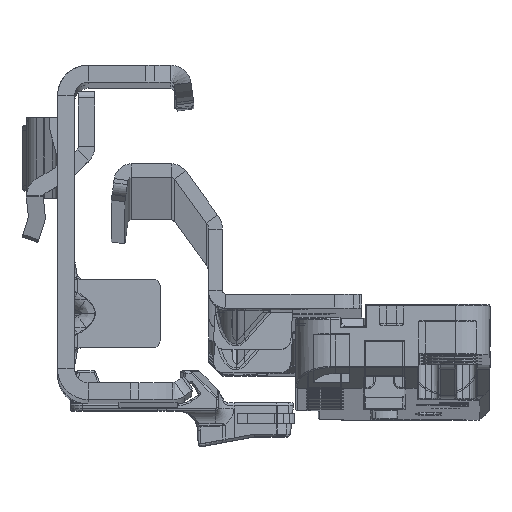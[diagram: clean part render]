
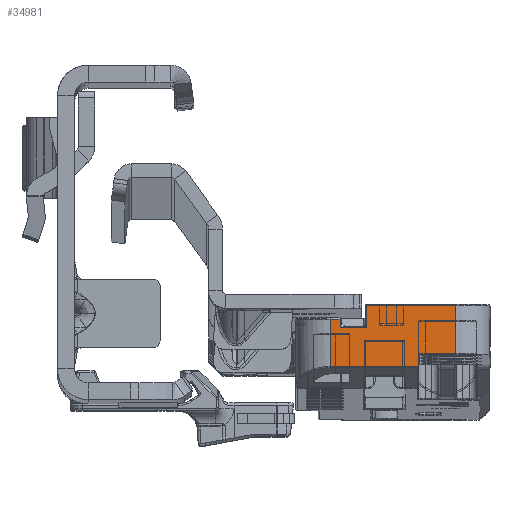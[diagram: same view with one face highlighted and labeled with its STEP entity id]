
A CAD part, top view. The second image highlights one B-rep face of the part: STEP entity #34981.
In plain terms, the highlighted face is planar.
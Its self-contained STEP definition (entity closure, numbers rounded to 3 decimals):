
#1096 = CARTESIAN_POINT ( 'NONE',  ( -13.7, -5., -284.5 ) ) ;
#1138 = LINE ( 'NONE', #21745, #107912 ) ;
#1958 = EDGE_CURVE ( 'NONE', #58744, #10689, #22818, .T. ) ;
#2453 = AXIS2_PLACEMENT_3D ( 'NONE', #58815, #9248, #116148 ) ;
#4421 = CARTESIAN_POINT ( 'NONE',  ( -13.7, 2.1, -284.5 ) ) ;
#5346 = ORIENTED_EDGE ( 'NONE', *, *, #14453, .T. ) ;
#5744 = DIRECTION ( 'NONE',  ( 0., 1., 0. ) ) ;
#6004 = ORIENTED_EDGE ( 'NONE', *, *, #80162, .T. ) ;
#7488 = CARTESIAN_POINT ( 'NONE',  ( -8.3, -5., -284.5 ) ) ;
#8124 = LINE ( 'NONE', #7488, #75059 ) ;
#8722 = VERTEX_POINT ( 'NONE', #4421 ) ;
#8791 = CARTESIAN_POINT ( 'NONE',  ( -8.3, -6.71, -284.5 ) ) ;
#9248 = DIRECTION ( 'NONE',  ( 0., 0., 1. ) ) ;
#10689 = VERTEX_POINT ( 'NONE', #122284 ) ;
#13815 = CARTESIAN_POINT ( 'NONE',  ( 3.15, -1.15, -284.5 ) ) ;
#14453 = EDGE_CURVE ( 'NONE', #92573, #27779, #107233, .T. ) ;
#15452 = ORIENTED_EDGE ( 'NONE', *, *, #118741, .T. ) ;
#16570 = CARTESIAN_POINT ( 'NONE',  ( -8.291, -6.749, -284.5 ) ) ;
#18168 = VERTEX_POINT ( 'NONE', #120867 ) ;
#19561 = CARTESIAN_POINT ( 'NONE',  ( -8.3, -6.785, -284.5 ) ) ;
#20061 = ORIENTED_EDGE ( 'NONE', *, *, #56839, .T. ) ;
#20417 = EDGE_CURVE ( 'NONE', #18168, #73037, #108270, .T. ) ;
#20556 = FACE_OUTER_BOUND ( 'NONE', #68751, .T. ) ;
#21187 = CARTESIAN_POINT ( 'NONE',  ( 19.8, 2.6, -284.5 ) ) ;
#21315 = VECTOR ( 'NONE', #38728, 1000. ) ;
#21745 = CARTESIAN_POINT ( 'NONE',  ( -13.7, 2., -284.5 ) ) ;
#22818 = LINE ( 'NONE', #42119, #32835 ) ;
#27779 = VERTEX_POINT ( 'NONE', #118120 ) ;
#29838 = LINE ( 'NONE', #19561, #97396 ) ;
#32835 = VECTOR ( 'NONE', #92305, 1000. ) ;
#34981 = ADVANCED_FACE ( 'NONE', ( #20556 ), #99710, .F. ) ;
#35441 = CARTESIAN_POINT ( 'NONE',  ( 4.6, 0.1, -284.5 ) ) ;
#38272 = ORIENTED_EDGE ( 'NONE', *, *, #127180, .T. ) ;
#38600 = DIRECTION ( 'NONE',  ( 0., 0., 1. ) ) ;
#38728 = DIRECTION ( 'NONE',  ( 0., -1., 0. ) ) ;
#40019 = EDGE_CURVE ( 'NONE', #119919, #8722, #1138, .T. ) ;
#40369 = EDGE_CURVE ( 'NONE', #119919, #48194, #8124, .T. ) ;
#41920 = CARTESIAN_POINT ( 'NONE',  ( 19.8, -1.15, -284.5 ) ) ;
#41984 = CARTESIAN_POINT ( 'NONE',  ( 4.6, -6.785, -284.5 ) ) ;
#42119 = CARTESIAN_POINT ( 'NONE',  ( -0.75, -0.9, -284.5 ) ) ;
#45489 = DIRECTION ( 'NONE',  ( 1., 0., 0. ) ) ;
#46274 = CARTESIAN_POINT ( 'NONE',  ( 4.6, -242.444, -284.5 ) ) ;
#46746 = DIRECTION ( 'NONE',  ( 1., 0., 0. ) ) ;
#48194 = VERTEX_POINT ( 'NONE', #106082 ) ;
#49314 = VERTEX_POINT ( 'NONE', #41984 ) ;
#49520 = CARTESIAN_POINT ( 'NONE',  ( 4.6, 0.1, -284.5 ) ) ;
#49779 = DIRECTION ( 'NONE',  ( -1., 0., 0. ) ) ;
#51588 = DIRECTION ( 'NONE',  ( 1., 0., 0. ) ) ;
#52956 = CARTESIAN_POINT ( 'NONE',  ( -8.3, -6.669, -284.5 ) ) ;
#55746 = DIRECTION ( 'NONE',  ( 0., 1., 0. ) ) ;
#55794 = CARTESIAN_POINT ( 'NONE',  ( -8.273, -6.785, -284.5 ) ) ;
#55821 = CARTESIAN_POINT ( 'NONE',  ( -8.273, -6.785, -284.5 ) ) ;
#56839 = EDGE_CURVE ( 'NONE', #8722, #58744, #105368, .T. ) ;
#57967 = CIRCLE ( 'NONE', #2453, 0.2 ) ;
#58744 = VERTEX_POINT ( 'NONE', #61884 ) ;
#58815 = CARTESIAN_POINT ( 'NONE',  ( -8.5, -5.2, -284.5 ) ) ;
#61265 = LINE ( 'NONE', #41920, #71005 ) ;
#61380 = VECTOR ( 'NONE', #111314, 1000. ) ;
#61884 = CARTESIAN_POINT ( 'NONE',  ( -0.75, 2.1, -284.5 ) ) ;
#62239 = ORIENTED_EDGE ( 'NONE', *, *, #20417, .F. ) ;
#62284 = AXIS2_PLACEMENT_3D ( 'NONE', #21187, #38600, #78480 ) ;
#68591 = ORIENTED_EDGE ( 'NONE', *, *, #107804, .T. ) ;
#68703 = ORIENTED_EDGE ( 'NONE', *, *, #106340, .T. ) ;
#68751 = EDGE_LOOP ( 'NONE', ( #68591, #5346, #38272, #74604, #68703, #15452, #62239, #6004, #88693, #119912, #20061, #112176 ) ) ;
#71005 = VECTOR ( 'NONE', #51588, 1000. ) ;
#72543 = DIRECTION ( 'NONE',  ( 0., 1., 0. ) ) ;
#73037 = VERTEX_POINT ( 'NONE', #52956 ) ;
#74604 = ORIENTED_EDGE ( 'NONE', *, *, #102875, .F. ) ;
#75059 = VECTOR ( 'NONE', #46746, 1000. ) ;
#78480 = DIRECTION ( 'NONE',  ( 1., 0., 0. ) ) ;
#80162 = EDGE_CURVE ( 'NONE', #18168, #48194, #57967, .T. ) ;
#85964 = CARTESIAN_POINT ( 'NONE',  ( 3.15, 0.1, -284.5 ) ) ;
#87652 = CARTESIAN_POINT ( 'NONE',  ( -8.3, 0., -284.5 ) ) ;
#88693 = ORIENTED_EDGE ( 'NONE', *, *, #40369, .F. ) ;
#92305 = DIRECTION ( 'NONE',  ( 0., -1., 0. ) ) ;
#92573 = VERTEX_POINT ( 'NONE', #13815 ) ;
#94502 = VECTOR ( 'NONE', #55746, 1000. ) ;
#94904 = VECTOR ( 'NONE', #45489, 1000. ) ;
#95742 = CARTESIAN_POINT ( 'NONE',  ( -8.3, -6.669, -284.5 ) ) ;
#96346 = CARTESIAN_POINT ( 'NONE',  ( -0.7, 2.1, -284.5 ) ) ;
#97396 = VECTOR ( 'NONE', #49779, 1000. ) ;
#99710 = PLANE ( 'NONE',  #62284 ) ;
#102875 = EDGE_CURVE ( 'NONE', #49314, #119795, #113920, .T. ) ;
#105368 = LINE ( 'NONE', #96346, #94904 ) ;
#106082 = CARTESIAN_POINT ( 'NONE',  ( -8.5, -5., -284.5 ) ) ;
#106340 = EDGE_CURVE ( 'NONE', #49314, #117891, #29838, .T. ) ;
#107233 = LINE ( 'NONE', #85964, #94502 ) ;
#107804 = EDGE_CURVE ( 'NONE', #10689, #92573, #61265, .T. ) ;
#107912 = VECTOR ( 'NONE', #72543, 1000. ) ;
#108270 = LINE ( 'NONE', #87652, #21315 ) ;
#109409 = LINE ( 'NONE', #49520, #61380 ) ;
#111314 = DIRECTION ( 'NONE',  ( 1., 0., 0. ) ) ;
#112176 = ORIENTED_EDGE ( 'NONE', *, *, #1958, .T. ) ;
#113920 = LINE ( 'NONE', #46274, #126374 ) ;
#116148 = DIRECTION ( 'NONE',  ( 1., 0., 0. ) ) ;
#117891 = VERTEX_POINT ( 'NONE', #55794 ) ;
#118120 = CARTESIAN_POINT ( 'NONE',  ( 3.15, 0.1, -284.5 ) ) ;
#118741 = EDGE_CURVE ( 'NONE', #117891, #73037, #125742, .T. ) ;
#119795 = VERTEX_POINT ( 'NONE', #35441 ) ;
#119912 = ORIENTED_EDGE ( 'NONE', *, *, #40019, .T. ) ;
#119919 = VERTEX_POINT ( 'NONE', #1096 ) ;
#120867 = CARTESIAN_POINT ( 'NONE',  ( -8.3, -5.2, -284.5 ) ) ;
#122284 = CARTESIAN_POINT ( 'NONE',  ( -0.75, -1.15, -284.5 ) ) ;
#125742 =( BOUNDED_CURVE ( )  B_SPLINE_CURVE ( 3, ( #55821, #16570, #8791, #95742 ),
 .UNSPECIFIED., .F., .T. ) 
 B_SPLINE_CURVE_WITH_KNOTS ( ( 4, 4 ),
 ( 1.047, 1.571 ),
 .UNSPECIFIED. ) 
 CURVE ( )  GEOMETRIC_REPRESENTATION_ITEM ( )  RATIONAL_B_SPLINE_CURVE ( ( 1., 0.977, 0.977, 1. ) ) 
 REPRESENTATION_ITEM ( '' )  );
#126374 = VECTOR ( 'NONE', #5744, 1000. ) ;
#127180 = EDGE_CURVE ( 'NONE', #27779, #119795, #109409, .T. ) ;
